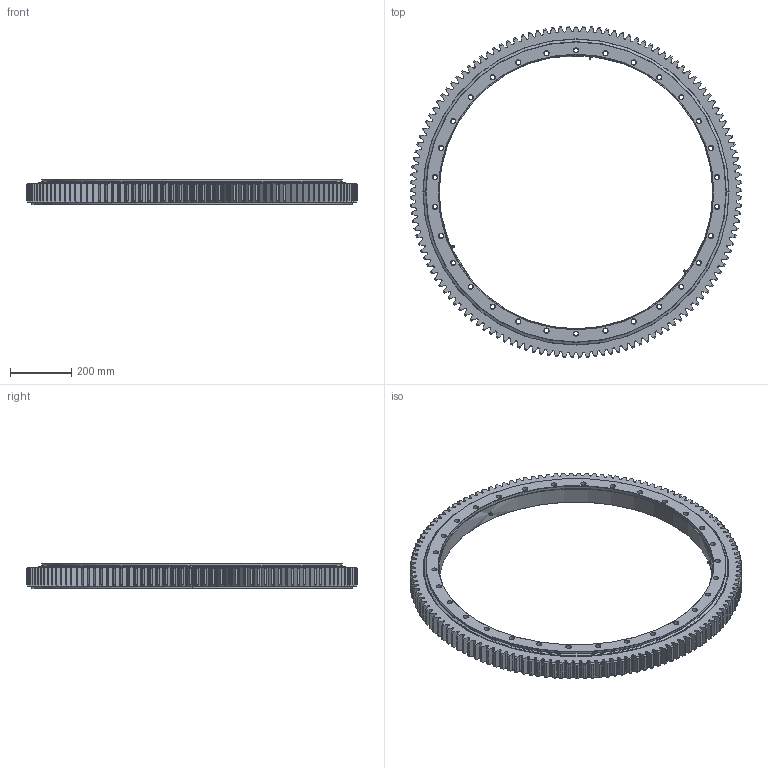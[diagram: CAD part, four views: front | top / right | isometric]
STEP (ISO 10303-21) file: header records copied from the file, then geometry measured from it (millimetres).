
FILE_DESCRIPTION (( 'STEP AP214' ), '1' );
FILE_NAME ('E.1080.25.00.D.5.STEP', '2017-10-25T09:22:20', ( '' ), ( '' ), 'SwSTEP 2.0', 'SolidWorks 2015', '' );
FILE_SCHEMA (( 'AUTOMOTIVE_DESIGN' ));
Length unit declared in the file: millimetre
Products named in the file (7): Ball D25; Grease nipple M10x1mm; C.1080.B25B.A9N.1 - IR; C.1080.B25B.A9N.1 - OR; C.1080.B25B.A9N.1 - OR Seal; C.1080.B25B.A9N.1 - IR Seal; E.1080.25.00.D.5
Assembly tree (112 placements, depth 2):
  E.1080.25.00.D.5
    C.1080.B25B.A9N.1 - IR
    C.1080.B25B.A9N.1 - OR
    Ball D25  x105
    C.1080.B25B.A9N.1 - IR Seal
    C.1080.B25B.A9N.1 - OR Seal
    Grease nipple M10x1mm  x3
Bounding box: 1079.98 x 1079.91 x 82 mm (x, y, z)
Volume: 15963136.8 mm3; surface area: 2253979.8 mm2
Topology: 112 solids, 112 shells, 2027 faces, 5845 edges, 3844 vertices
Faces by surface type: bspline 665, cone 404, cylinder 365, plane 343, sphere 210, torus 40
Entity records: 63662 total; most frequent: CARTESIAN_POINT 20740, ORIENTED_EDGE 9816, DIRECTION 6474, EDGE_CURVE 4908, VERTEX_POINT 3237, AXIS2_PLACEMENT_3D 2275, LINE 1924, VECTOR 1924
